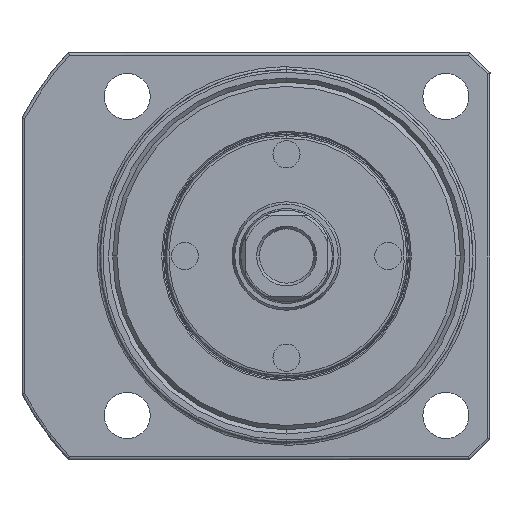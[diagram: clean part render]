
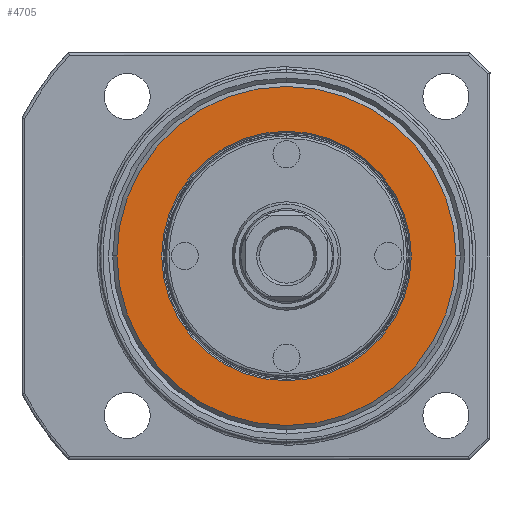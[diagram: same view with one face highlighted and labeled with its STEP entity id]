
A CAD part, front view. The second image highlights one B-rep face of the part: STEP entity #4705.
In plain terms, the highlighted face is planar.
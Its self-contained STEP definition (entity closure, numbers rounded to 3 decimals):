
#544 = CIRCLE ( 'NONE', #2545, 25. ) ;
#551 = CIRCLE ( 'NONE', #2541, 18.4 ) ;
#557 = EDGE_CURVE ( 'NONE', #6573, #4106, #3850, .T. ) ;
#611 = CIRCLE ( 'NONE', #2523, 18.4 ) ;
#822 = FACE_OUTER_BOUND ( 'NONE', #6655, .T. ) ;
#828 = FACE_BOUND ( 'NONE', #6615, .T. ) ;
#2229 = AXIS2_PLACEMENT_3D ( 'NONE', #3262, #3261, #3249 ) ;
#2463 = AXIS2_PLACEMENT_3D ( 'NONE', #3533, #3526, #3525 ) ;
#2523 = AXIS2_PLACEMENT_3D ( 'NONE', #2748, #2747, #2746 ) ;
#2541 = AXIS2_PLACEMENT_3D ( 'NONE', #5407, #5406, #5405 ) ;
#2545 = AXIS2_PLACEMENT_3D ( 'NONE', #8123, #8124, #8125 ) ;
#2746 = DIRECTION ( 'NONE',  ( 0., 0., -1. ) ) ;
#2747 = DIRECTION ( 'NONE',  ( -1., 0., 0. ) ) ;
#2748 = CARTESIAN_POINT ( 'NONE',  ( 89., 0., 0. ) ) ;
#3249 = DIRECTION ( 'NONE',  ( 0., -1., 0. ) ) ;
#3261 = DIRECTION ( 'NONE',  ( -1., 0., 0. ) ) ;
#3262 = CARTESIAN_POINT ( 'NONE',  ( 89., 0., 0. ) ) ;
#3525 = DIRECTION ( 'NONE',  ( 0., 0., -1. ) ) ;
#3526 = DIRECTION ( 'NONE',  ( 1., 0., 0. ) ) ;
#3533 = CARTESIAN_POINT ( 'NONE',  ( 89., 0., 0. ) ) ;
#3538 = PLANE ( 'NONE',  #2463 ) ;
#3850 = CIRCLE ( 'NONE', #2229, 25. ) ;
#3939 = VERTEX_POINT ( 'NONE', #6355 ) ;
#4106 = VERTEX_POINT ( 'NONE', #6210 ) ;
#4181 = VERTEX_POINT ( 'NONE', #6116 ) ;
#4705 = ADVANCED_FACE ( 'NONE', ( #828, #822 ), #3538, .T. ) ;
#5289 = EDGE_CURVE ( 'NONE', #4181, #3939, #611, .T. ) ;
#5318 = EDGE_CURVE ( 'NONE', #3939, #4181, #551, .T. ) ;
#5322 = EDGE_CURVE ( 'NONE', #4106, #6573, #544, .T. ) ;
#5405 = DIRECTION ( 'NONE',  ( 0., 0., -1. ) ) ;
#5406 = DIRECTION ( 'NONE',  ( -1., 0., 0. ) ) ;
#5407 = CARTESIAN_POINT ( 'NONE',  ( 89., 0., 0. ) ) ;
#6116 = CARTESIAN_POINT ( 'NONE',  ( 89., 0., -18.4 ) ) ;
#6210 = CARTESIAN_POINT ( 'NONE',  ( 89., 25., 0. ) ) ;
#6355 = CARTESIAN_POINT ( 'NONE',  ( 89., 0., 18.4 ) ) ;
#6573 = VERTEX_POINT ( 'NONE', #8562 ) ;
#6615 = EDGE_LOOP ( 'NONE', ( #7114, #7115 ) ) ;
#6655 = EDGE_LOOP ( 'NONE', ( #7116, #7118 ) ) ;
#7114 = ORIENTED_EDGE ( 'NONE', *, *, #5289, .T. ) ;
#7115 = ORIENTED_EDGE ( 'NONE', *, *, #5318, .T. ) ;
#7116 = ORIENTED_EDGE ( 'NONE', *, *, #557, .F. ) ;
#7118 = ORIENTED_EDGE ( 'NONE', *, *, #5322, .F. ) ;
#8123 = CARTESIAN_POINT ( 'NONE',  ( 89., 0., 0. ) ) ;
#8124 = DIRECTION ( 'NONE',  ( -1., 0., 0. ) ) ;
#8125 = DIRECTION ( 'NONE',  ( 0., -1., 0. ) ) ;
#8562 = CARTESIAN_POINT ( 'NONE',  ( 89., -25., 0. ) ) ;
